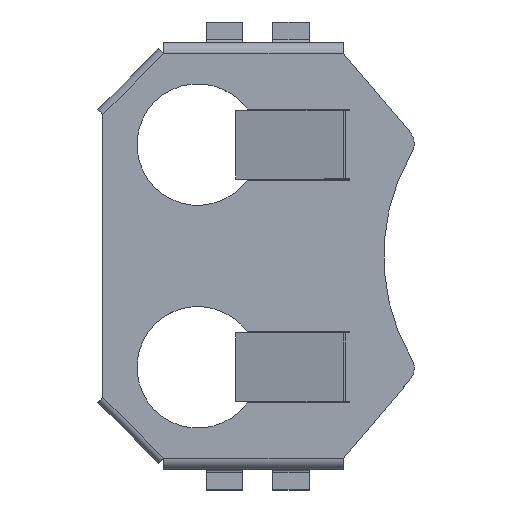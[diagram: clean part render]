
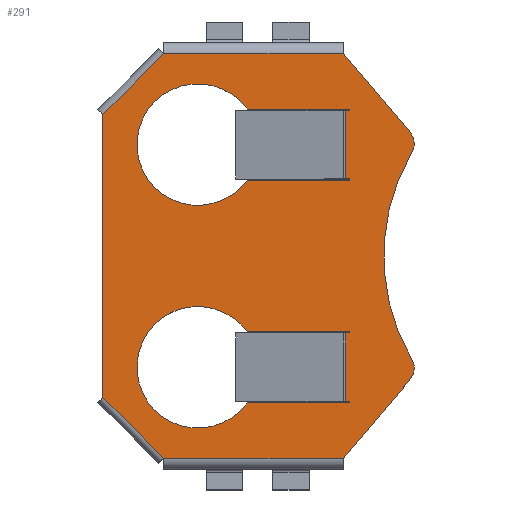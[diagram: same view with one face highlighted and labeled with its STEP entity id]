
A CAD part, top view. The second image highlights one B-rep face of the part: STEP entity #291.
In plain terms, the highlighted planar face has unit normal (0, 0, 1).
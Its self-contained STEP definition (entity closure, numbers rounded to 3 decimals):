
#265 = VERTEX_POINT('',#266);
#266 = CARTESIAN_POINT('',(4.186,-9.99,1.7));
#274 = VERTEX_POINT('',#275);
#275 = CARTESIAN_POINT('',(7.474,-6.125,1.7));
#281 = EDGE_CURVE('',#265,#274,#282,.T.);
#282 = LINE('',#283,#284);
#283 = CARTESIAN_POINT('',(7.359,-6.26,1.7));
#284 = VECTOR('',#285,1.);
#285 = DIRECTION('',(0.648,0.762,0.)
  );
#291 = ADVANCED_FACE('',(#292,#359,#453),#520,.T.);
#292 = FACE_BOUND('',#293,.T.);
#293 = EDGE_LOOP('',(#294,#305,#313,#321,#329,#337,#345,#353));
#294 = ORIENTED_EDGE('',*,*,#295,.F.);
#295 = EDGE_CURVE('',#296,#298,#300,.T.);
#296 = VERTEX_POINT('',#297);
#297 = CARTESIAN_POINT('',(-0.563,-3.75,1.7));
#298 = VERTEX_POINT('',#299);
#299 = CARTESIAN_POINT('',(-0.563,-7.25,1.7));
#300 = CIRCLE('',#301,3.);
#301 = AXIS2_PLACEMENT_3D('',#302,#303,#304);
#302 = CARTESIAN_POINT('',(-3.,-5.5,1.7));
#303 = DIRECTION('',(0.,0.,1.));
#304 = DIRECTION('',(1.,0.,0.));
#305 = ORIENTED_EDGE('',*,*,#306,.F.);
#306 = EDGE_CURVE('',#307,#296,#309,.T.);
#307 = VERTEX_POINT('',#308);
#308 = CARTESIAN_POINT('',(4.5,-3.75,1.7));
#309 = LINE('',#310,#311);
#310 = CARTESIAN_POINT('',(0.,-3.75,1.7));
#311 = VECTOR('',#312,1.);
#312 = DIRECTION('',(-1.,0.,0.));
#313 = ORIENTED_EDGE('',*,*,#314,.F.);
#314 = EDGE_CURVE('',#315,#307,#317,.T.);
#315 = VERTEX_POINT('',#316);
#316 = CARTESIAN_POINT('',(4.5,-3.8,1.7));
#317 = LINE('',#318,#319);
#318 = CARTESIAN_POINT('',(4.5,0.,1.7));
#319 = VECTOR('',#320,1.);
#320 = DIRECTION('',(0.,1.,0.));
#321 = ORIENTED_EDGE('',*,*,#322,.T.);
#322 = EDGE_CURVE('',#315,#323,#325,.T.);
#323 = VERTEX_POINT('',#324);
#324 = CARTESIAN_POINT('',(4.3,-3.8,1.7));
#325 = LINE('',#326,#327);
#326 = CARTESIAN_POINT('',(0.,-3.8,1.7));
#327 = VECTOR('',#328,1.);
#328 = DIRECTION('',(-1.,0.,0.));
#329 = ORIENTED_EDGE('',*,*,#330,.F.);
#330 = EDGE_CURVE('',#331,#323,#333,.T.);
#331 = VERTEX_POINT('',#332);
#332 = CARTESIAN_POINT('',(4.3,-7.2,1.7));
#333 = LINE('',#334,#335);
#334 = CARTESIAN_POINT('',(4.3,0.,1.7));
#335 = VECTOR('',#336,1.);
#336 = DIRECTION('',(0.,1.,0.));
#337 = ORIENTED_EDGE('',*,*,#338,.F.);
#338 = EDGE_CURVE('',#339,#331,#341,.T.);
#339 = VERTEX_POINT('',#340);
#340 = CARTESIAN_POINT('',(4.5,-7.2,1.7));
#341 = LINE('',#342,#343);
#342 = CARTESIAN_POINT('',(0.,-7.2,1.7));
#343 = VECTOR('',#344,1.);
#344 = DIRECTION('',(-1.,0.,0.));
#345 = ORIENTED_EDGE('',*,*,#346,.F.);
#346 = EDGE_CURVE('',#347,#339,#349,.T.);
#347 = VERTEX_POINT('',#348);
#348 = CARTESIAN_POINT('',(4.5,-7.25,1.7));
#349 = LINE('',#350,#351);
#350 = CARTESIAN_POINT('',(4.5,0.,1.7));
#351 = VECTOR('',#352,1.);
#352 = DIRECTION('',(0.,1.,0.));
#353 = ORIENTED_EDGE('',*,*,#354,.T.);
#354 = EDGE_CURVE('',#347,#298,#355,.T.);
#355 = LINE('',#356,#357);
#356 = CARTESIAN_POINT('',(0.,-7.25,1.7));
#357 = VECTOR('',#358,1.);
#358 = DIRECTION('',(-1.,0.,0.));
#359 = FACE_BOUND('',#360,.T.);
#360 = EDGE_LOOP('',(#361,#372,#381,#390,#399,#407,#415,#423,#431,#439,
    #445,#446));
#361 = ORIENTED_EDGE('',*,*,#362,.F.);
#362 = EDGE_CURVE('',#363,#365,#367,.T.);
#363 = VERTEX_POINT('',#364);
#364 = CARTESIAN_POINT('',(7.565,-5.099,1.7));
#365 = VERTEX_POINT('',#366);
#366 = CARTESIAN_POINT('',(7.686,-5.548,1.7));
#367 = CIRCLE('',#368,0.89);
#368 = AXIS2_PLACEMENT_3D('',#369,#370,#371);
#369 = CARTESIAN_POINT('',(6.796,-5.548,1.7));
#370 = DIRECTION('',(0.,0.,-1.));
#371 = DIRECTION('',(1.,0.,0.));
#372 = ORIENTED_EDGE('',*,*,#373,.T.);
#373 = EDGE_CURVE('',#363,#374,#376,.T.);
#374 = VERTEX_POINT('',#375);
#375 = CARTESIAN_POINT('',(7.565,5.099,1.7));
#376 = CIRCLE('',#377,10.12);
#377 = AXIS2_PLACEMENT_3D('',#378,#379,#380);
#378 = CARTESIAN_POINT('',(16.306,0.,1.7));
#379 = DIRECTION('',(0.,0.,-1.));
#380 = DIRECTION('',(1.,0.,0.));
#381 = ORIENTED_EDGE('',*,*,#382,.F.);
#382 = EDGE_CURVE('',#383,#374,#385,.T.);
#383 = VERTEX_POINT('',#384);
#384 = CARTESIAN_POINT('',(7.686,5.548,1.7));
#385 = CIRCLE('',#386,0.89);
#386 = AXIS2_PLACEMENT_3D('',#387,#388,#389);
#387 = CARTESIAN_POINT('',(6.796,5.548,1.7));
#388 = DIRECTION('',(0.,0.,-1.));
#389 = DIRECTION('',(1.,0.,0.));
#390 = ORIENTED_EDGE('',*,*,#391,.F.);
#391 = EDGE_CURVE('',#392,#383,#394,.T.);
#392 = VERTEX_POINT('',#393);
#393 = CARTESIAN_POINT('',(7.474,6.125,1.7));
#394 = CIRCLE('',#395,0.89);
#395 = AXIS2_PLACEMENT_3D('',#396,#397,#398);
#396 = CARTESIAN_POINT('',(6.796,5.548,1.7));
#397 = DIRECTION('',(0.,0.,-1.));
#398 = DIRECTION('',(1.,0.,0.));
#399 = ORIENTED_EDGE('',*,*,#400,.F.);
#400 = EDGE_CURVE('',#401,#392,#403,.T.);
#401 = VERTEX_POINT('',#402);
#402 = CARTESIAN_POINT('',(4.186,9.99,1.7));
#403 = LINE('',#404,#405);
#404 = CARTESIAN_POINT('',(7.359,6.26,1.7));
#405 = VECTOR('',#406,1.);
#406 = DIRECTION('',(0.648,-0.762,0.)
  );
#407 = ORIENTED_EDGE('',*,*,#408,.T.);
#408 = EDGE_CURVE('',#401,#409,#411,.T.);
#409 = VERTEX_POINT('',#410);
#410 = CARTESIAN_POINT('',(-4.686,9.99,1.7));
#411 = LINE('',#412,#413);
#412 = CARTESIAN_POINT('',(0.,9.99,1.7));
#413 = VECTOR('',#414,1.);
#414 = DIRECTION('',(-1.,0.,0.));
#415 = ORIENTED_EDGE('',*,*,#416,.F.);
#416 = EDGE_CURVE('',#417,#409,#419,.T.);
#417 = VERTEX_POINT('',#418);
#418 = CARTESIAN_POINT('',(-7.686,6.99,1.7));
#419 = LINE('',#420,#421);
#420 = CARTESIAN_POINT('',(-7.338,7.338,1.7));
#421 = VECTOR('',#422,1.);
#422 = DIRECTION('',(0.707,0.707,0.)
  );
#423 = ORIENTED_EDGE('',*,*,#424,.F.);
#424 = EDGE_CURVE('',#425,#417,#427,.T.);
#425 = VERTEX_POINT('',#426);
#426 = CARTESIAN_POINT('',(-7.686,-6.99,1.7));
#427 = LINE('',#428,#429);
#428 = CARTESIAN_POINT('',(-7.686,0.,1.7));
#429 = VECTOR('',#430,1.);
#430 = DIRECTION('',(0.,1.,0.));
#431 = ORIENTED_EDGE('',*,*,#432,.F.);
#432 = EDGE_CURVE('',#433,#425,#435,.T.);
#433 = VERTEX_POINT('',#434);
#434 = CARTESIAN_POINT('',(-4.686,-9.99,1.7));
#435 = LINE('',#436,#437);
#436 = CARTESIAN_POINT('',(-7.338,-7.338,1.7));
#437 = VECTOR('',#438,1.);
#438 = DIRECTION('',(-0.707,0.707,0.)
  );
#439 = ORIENTED_EDGE('',*,*,#440,.F.);
#440 = EDGE_CURVE('',#265,#433,#441,.T.);
#441 = LINE('',#442,#443);
#442 = CARTESIAN_POINT('',(0.,-9.99,1.7));
#443 = VECTOR('',#444,1.);
#444 = DIRECTION('',(-1.,0.,0.));
#445 = ORIENTED_EDGE('',*,*,#281,.T.);
#446 = ORIENTED_EDGE('',*,*,#447,.F.);
#447 = EDGE_CURVE('',#365,#274,#448,.T.);
#448 = CIRCLE('',#449,0.89);
#449 = AXIS2_PLACEMENT_3D('',#450,#451,#452);
#450 = CARTESIAN_POINT('',(6.796,-5.548,1.7));
#451 = DIRECTION('',(0.,0.,-1.));
#452 = DIRECTION('',(1.,0.,0.));
#453 = FACE_BOUND('',#454,.T.);
#454 = EDGE_LOOP('',(#455,#465,#474,#482,#490,#498,#506,#514));
#455 = ORIENTED_EDGE('',*,*,#456,.T.);
#456 = EDGE_CURVE('',#457,#459,#461,.T.);
#457 = VERTEX_POINT('',#458);
#458 = CARTESIAN_POINT('',(4.5,3.75,1.7));
#459 = VERTEX_POINT('',#460);
#460 = CARTESIAN_POINT('',(-0.563,3.75,1.7));
#461 = LINE('',#462,#463);
#462 = CARTESIAN_POINT('',(0.,3.75,1.7));
#463 = VECTOR('',#464,1.);
#464 = DIRECTION('',(-1.,0.,0.));
#465 = ORIENTED_EDGE('',*,*,#466,.T.);
#466 = EDGE_CURVE('',#459,#467,#469,.T.);
#467 = VERTEX_POINT('',#468);
#468 = CARTESIAN_POINT('',(-0.563,7.25,1.7));
#469 = CIRCLE('',#470,3.);
#470 = AXIS2_PLACEMENT_3D('',#471,#472,#473);
#471 = CARTESIAN_POINT('',(-3.,5.5,1.7));
#472 = DIRECTION('',(0.,0.,-1.));
#473 = DIRECTION('',(1.,0.,0.));
#474 = ORIENTED_EDGE('',*,*,#475,.F.);
#475 = EDGE_CURVE('',#476,#467,#478,.T.);
#476 = VERTEX_POINT('',#477);
#477 = CARTESIAN_POINT('',(4.5,7.25,1.7));
#478 = LINE('',#479,#480);
#479 = CARTESIAN_POINT('',(0.,7.25,1.7));
#480 = VECTOR('',#481,1.);
#481 = DIRECTION('',(-1.,0.,0.));
#482 = ORIENTED_EDGE('',*,*,#483,.T.);
#483 = EDGE_CURVE('',#476,#484,#486,.T.);
#484 = VERTEX_POINT('',#485);
#485 = CARTESIAN_POINT('',(4.5,7.2,1.7));
#486 = LINE('',#487,#488);
#487 = CARTESIAN_POINT('',(4.5,0.,1.7));
#488 = VECTOR('',#489,1.);
#489 = DIRECTION('',(0.,-1.,0.));
#490 = ORIENTED_EDGE('',*,*,#491,.T.);
#491 = EDGE_CURVE('',#484,#492,#494,.T.);
#492 = VERTEX_POINT('',#493);
#493 = CARTESIAN_POINT('',(4.3,7.2,1.7));
#494 = LINE('',#495,#496);
#495 = CARTESIAN_POINT('',(0.,7.2,1.7));
#496 = VECTOR('',#497,1.);
#497 = DIRECTION('',(-1.,0.,0.));
#498 = ORIENTED_EDGE('',*,*,#499,.T.);
#499 = EDGE_CURVE('',#492,#500,#502,.T.);
#500 = VERTEX_POINT('',#501);
#501 = CARTESIAN_POINT('',(4.3,3.8,1.7));
#502 = LINE('',#503,#504);
#503 = CARTESIAN_POINT('',(4.3,0.,1.7));
#504 = VECTOR('',#505,1.);
#505 = DIRECTION('',(0.,-1.,0.));
#506 = ORIENTED_EDGE('',*,*,#507,.F.);
#507 = EDGE_CURVE('',#508,#500,#510,.T.);
#508 = VERTEX_POINT('',#509);
#509 = CARTESIAN_POINT('',(4.5,3.8,1.7));
#510 = LINE('',#511,#512);
#511 = CARTESIAN_POINT('',(0.,3.8,1.7));
#512 = VECTOR('',#513,1.);
#513 = DIRECTION('',(-1.,0.,0.));
#514 = ORIENTED_EDGE('',*,*,#515,.T.);
#515 = EDGE_CURVE('',#508,#457,#516,.T.);
#516 = LINE('',#517,#518);
#517 = CARTESIAN_POINT('',(4.5,0.,1.7));
#518 = VECTOR('',#519,1.);
#519 = DIRECTION('',(0.,-1.,0.));
#520 = PLANE('',#521);
#521 = AXIS2_PLACEMENT_3D('',#522,#523,#524);
#522 = CARTESIAN_POINT('',(0.,0.,1.7));
#523 = DIRECTION('',(0.,0.,1.));
#524 = DIRECTION('',(1.,0.,0.));
